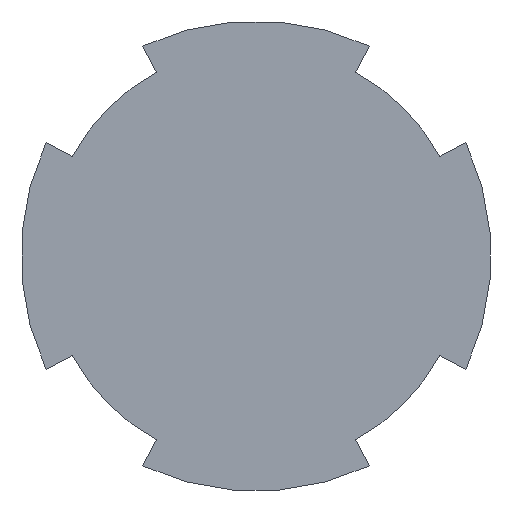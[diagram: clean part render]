
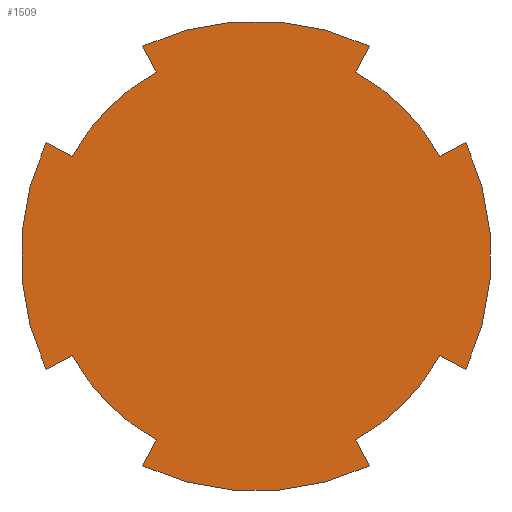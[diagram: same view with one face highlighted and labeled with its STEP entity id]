
A CAD part, front view. The second image highlights one B-rep face of the part: STEP entity #1509.
In plain terms, the highlighted planar face has unit normal (0, -1, 0).
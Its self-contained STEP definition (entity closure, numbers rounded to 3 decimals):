
#59=FACE_OUTER_BOUND('',#143,.T.);
#143=EDGE_LOOP('',(#997,#998,#999,#1000,#1001,#1002,#1003,#1004,#1005,#1006,
#1007,#1008,#1009,#1010,#1011,#1012));
#233=CIRCLE('',#1596,16.);
#234=CIRCLE('',#1597,12.45);
#235=CIRCLE('',#1598,16.);
#236=CIRCLE('',#1599,12.45);
#237=CIRCLE('',#1600,16.);
#238=CIRCLE('',#1601,12.45);
#239=CIRCLE('',#1602,16.);
#240=CIRCLE('',#1603,12.45);
#289=LINE('',#2185,#453);
#290=LINE('',#2189,#454);
#291=LINE('',#2193,#455);
#292=LINE('',#2197,#456);
#293=LINE('',#2201,#457);
#294=LINE('',#2205,#458);
#295=LINE('',#2209,#459);
#296=LINE('',#2213,#460);
#453=VECTOR('',#1739,1.762);
#454=VECTOR('',#1742,1.762);
#455=VECTOR('',#1745,1.762);
#456=VECTOR('',#1748,1.762);
#457=VECTOR('',#1751,1.762);
#458=VECTOR('',#1754,1.762);
#459=VECTOR('',#1757,1.762);
#460=VECTOR('',#1760,1.762);
#617=VERTEX_POINT('',#2183);
#618=VERTEX_POINT('',#2184);
#619=VERTEX_POINT('',#2186);
#620=VERTEX_POINT('',#2188);
#621=VERTEX_POINT('',#2190);
#622=VERTEX_POINT('',#2192);
#623=VERTEX_POINT('',#2194);
#624=VERTEX_POINT('',#2196);
#625=VERTEX_POINT('',#2198);
#626=VERTEX_POINT('',#2200);
#627=VERTEX_POINT('',#2202);
#628=VERTEX_POINT('',#2204);
#629=VERTEX_POINT('',#2206);
#630=VERTEX_POINT('',#2208);
#631=VERTEX_POINT('',#2210);
#632=VERTEX_POINT('',#2212);
#769=EDGE_CURVE('',#617,#618,#289,.T.);
#770=EDGE_CURVE('',#619,#617,#233,.T.);
#771=EDGE_CURVE('',#620,#619,#290,.T.);
#772=EDGE_CURVE('',#620,#621,#234,.T.);
#773=EDGE_CURVE('',#622,#621,#291,.T.);
#774=EDGE_CURVE('',#623,#622,#235,.T.);
#775=EDGE_CURVE('',#624,#623,#292,.T.);
#776=EDGE_CURVE('',#624,#625,#236,.T.);
#777=EDGE_CURVE('',#626,#625,#293,.T.);
#778=EDGE_CURVE('',#627,#626,#237,.T.);
#779=EDGE_CURVE('',#628,#627,#294,.T.);
#780=EDGE_CURVE('',#628,#629,#238,.T.);
#781=EDGE_CURVE('',#630,#629,#295,.T.);
#782=EDGE_CURVE('',#631,#630,#239,.T.);
#783=EDGE_CURVE('',#632,#631,#296,.T.);
#784=EDGE_CURVE('',#632,#618,#240,.T.);
#997=ORIENTED_EDGE('',*,*,#769,.F.);
#998=ORIENTED_EDGE('',*,*,#770,.F.);
#999=ORIENTED_EDGE('',*,*,#771,.F.);
#1000=ORIENTED_EDGE('',*,*,#772,.T.);
#1001=ORIENTED_EDGE('',*,*,#773,.F.);
#1002=ORIENTED_EDGE('',*,*,#774,.F.);
#1003=ORIENTED_EDGE('',*,*,#775,.F.);
#1004=ORIENTED_EDGE('',*,*,#776,.T.);
#1005=ORIENTED_EDGE('',*,*,#777,.F.);
#1006=ORIENTED_EDGE('',*,*,#778,.F.);
#1007=ORIENTED_EDGE('',*,*,#779,.F.);
#1008=ORIENTED_EDGE('',*,*,#780,.T.);
#1009=ORIENTED_EDGE('',*,*,#781,.F.);
#1010=ORIENTED_EDGE('',*,*,#782,.F.);
#1011=ORIENTED_EDGE('',*,*,#783,.F.);
#1012=ORIENTED_EDGE('',*,*,#784,.T.);
#1453=PLANE('',#1595);
#1509=ADVANCED_FACE('',(#59),#1453,.F.);
#1595=AXIS2_PLACEMENT_3D('',#2182,#1737,#1738);
#1596=AXIS2_PLACEMENT_3D('',#2187,#1740,#1741);
#1597=AXIS2_PLACEMENT_3D('',#2191,#1743,#1744);
#1598=AXIS2_PLACEMENT_3D('',#2195,#1746,#1747);
#1599=AXIS2_PLACEMENT_3D('',#2199,#1749,#1750);
#1600=AXIS2_PLACEMENT_3D('',#2203,#1752,#1753);
#1601=AXIS2_PLACEMENT_3D('',#2207,#1755,#1756);
#1602=AXIS2_PLACEMENT_3D('',#2211,#1758,#1759);
#1603=AXIS2_PLACEMENT_3D('',#2214,#1761,#1762);
#1737=DIRECTION('center_axis',(0.,1.,0.));
#1738=DIRECTION('ref_axis',(1.,0.,0.));
#1739=DIRECTION('',(-0.468,0.,-0.884));
#1740=DIRECTION('center_axis',(0.,1.,0.));
#1741=DIRECTION('ref_axis',(-0.422,0.,0.907));
#1742=DIRECTION('',(-0.468,0.,0.884));
#1743=DIRECTION('center_axis',(0.,-1.,0.));
#1744=DIRECTION('ref_axis',(-0.476,0.,0.879));
#1745=DIRECTION('',(0.884,0.,-0.468));
#1746=DIRECTION('center_axis',(0.,1.,0.));
#1747=DIRECTION('ref_axis',(-0.907,0.,-0.422));
#1748=DIRECTION('',(-0.884,0.,-0.468));
#1749=DIRECTION('center_axis',(0.,-1.,0.));
#1750=DIRECTION('ref_axis',(-0.879,0.,-0.476));
#1751=DIRECTION('',(0.468,0.,0.884));
#1752=DIRECTION('center_axis',(0.,1.,0.));
#1753=DIRECTION('ref_axis',(0.422,0.,-0.907));
#1754=DIRECTION('',(0.468,0.,-0.884));
#1755=DIRECTION('center_axis',(0.,-1.,0.));
#1756=DIRECTION('ref_axis',(0.476,0.,-0.879));
#1757=DIRECTION('',(-0.884,0.,0.468));
#1758=DIRECTION('center_axis',(0.,1.,0.));
#1759=DIRECTION('ref_axis',(0.907,0.,0.422));
#1760=DIRECTION('',(0.884,0.,0.468));
#1761=DIRECTION('center_axis',(0.,-1.,0.));
#1762=DIRECTION('ref_axis',(0.879,0.,0.476));
#2182=CARTESIAN_POINT('Origin',(0.,0.,0.));
#2183=CARTESIAN_POINT('',(6.75,0.,12.506));
#2184=CARTESIAN_POINT('',(5.925,0.,10.95));
#2185=CARTESIAN_POINT('',(6.75,0.,12.506));
#2186=CARTESIAN_POINT('',(-6.75,0.,12.506));
#2187=CARTESIAN_POINT('Origin',(0.,0.,-2.));
#2188=CARTESIAN_POINT('',(-5.925,0.,10.95));
#2189=CARTESIAN_POINT('',(-5.925,0.,10.95));
#2190=CARTESIAN_POINT('',(-10.95,0.,5.925));
#2191=CARTESIAN_POINT('Origin',(0.,0.,0.));
#2192=CARTESIAN_POINT('',(-12.506,0.,6.75));
#2193=CARTESIAN_POINT('',(-12.506,0.,6.75));
#2194=CARTESIAN_POINT('',(-12.506,0.,-6.75));
#2195=CARTESIAN_POINT('Origin',(2.,0.,0.));
#2196=CARTESIAN_POINT('',(-10.95,0.,-5.925));
#2197=CARTESIAN_POINT('',(-10.95,0.,-5.925));
#2198=CARTESIAN_POINT('',(-5.925,0.,-10.95));
#2199=CARTESIAN_POINT('Origin',(0.,0.,0.));
#2200=CARTESIAN_POINT('',(-6.75,0.,-12.506));
#2201=CARTESIAN_POINT('',(-6.75,0.,-12.506));
#2202=CARTESIAN_POINT('',(6.75,0.,-12.506));
#2203=CARTESIAN_POINT('Origin',(0.,0.,2.));
#2204=CARTESIAN_POINT('',(5.925,0.,-10.95));
#2205=CARTESIAN_POINT('',(5.925,0.,-10.95));
#2206=CARTESIAN_POINT('',(10.95,0.,-5.925));
#2207=CARTESIAN_POINT('Origin',(0.,0.,0.));
#2208=CARTESIAN_POINT('',(12.506,0.,-6.75));
#2209=CARTESIAN_POINT('',(12.506,0.,-6.75));
#2210=CARTESIAN_POINT('',(12.506,0.,6.75));
#2211=CARTESIAN_POINT('Origin',(-2.,0.,0.));
#2212=CARTESIAN_POINT('',(10.95,0.,5.925));
#2213=CARTESIAN_POINT('',(10.95,0.,5.925));
#2214=CARTESIAN_POINT('Origin',(0.,0.,0.));
